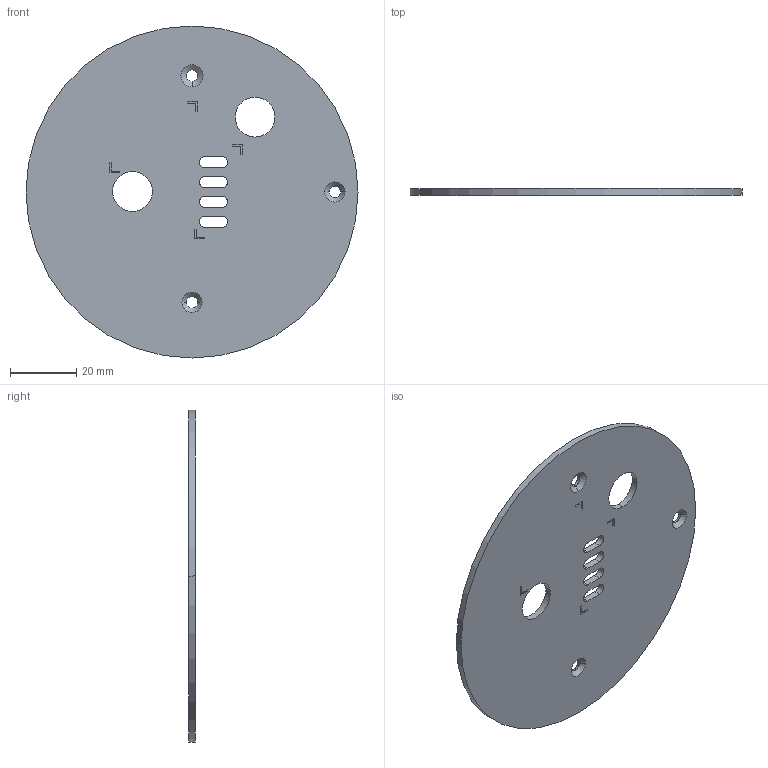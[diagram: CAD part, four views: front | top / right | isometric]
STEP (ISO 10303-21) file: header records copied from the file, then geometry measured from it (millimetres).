
FILE_DESCRIPTION((''),'2;1');
FILE_NAME('HEAT-SINK-COVER-EAP1028B','2016-07-19T',('yvonne_chao'),(''),'PRO/ENGINEER BY PARAMETRIC TECHNOLOGY CORPORATION, 2012480','PRO/ENGINEER BY PARAMETRIC TECHNOLOGY CORPORATION, 2012480','');
FILE_SCHEMA(('AUTOMOTIVE_DESIGN { 1 0 10303 214 1 1 1 1 }'));
Length unit declared in the file: millimetre
Products named in the file (1): HEAT-SINK-COVER-EAP1028B
Bounding box: 100 x 2 x 100 mm (x, y, z)
Volume: 14939.3 mm3; surface area: 15998.9 mm2
Topology: 1 solids, 1 shells, 64 faces, 168 edges, 110 vertices
Faces by surface type: plane 38, cylinder 20, cone 6
Entity records: 2069 total; most frequent: CARTESIAN_POINT 344, DIRECTION 342, ORIENTED_EDGE 336, EDGE_CURVE 168, VECTOR 122, LINE 122, AXIS2_PLACEMENT_3D 110, VERTEX_POINT 110
